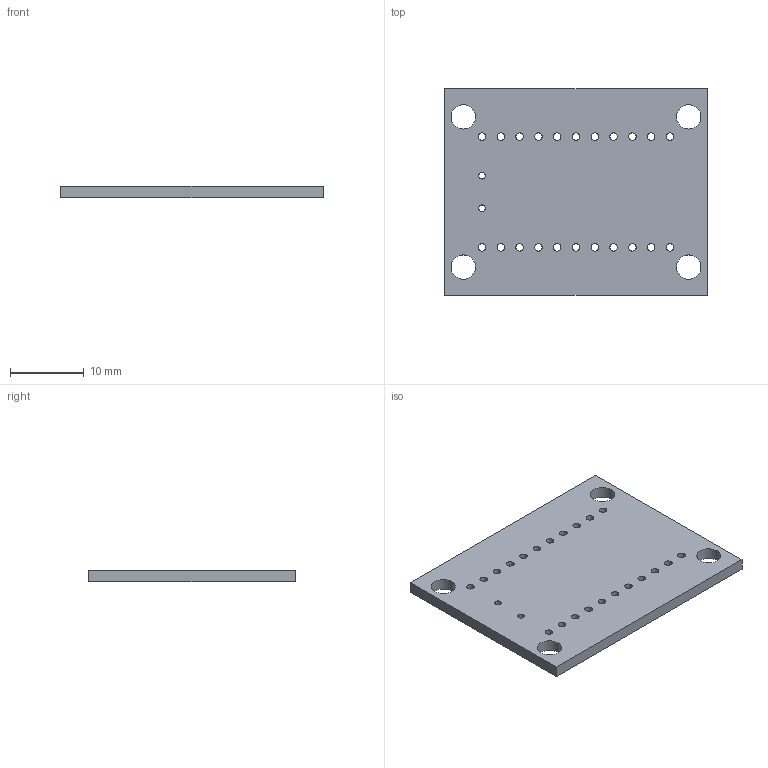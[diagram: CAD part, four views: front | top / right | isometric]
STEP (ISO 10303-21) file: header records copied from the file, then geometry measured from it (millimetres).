
FILE_DESCRIPTION(/* description */ ('KiCad electronic assembly','CAx-IF Rec.Pracs.---Representation and Presentation of Product Manufacturing Information (PMI)---4.0---2014-10-13'),/* implementation_level */ '2;1');
FILE_NAME(/* name */ 'XBee-Explorer.step',/* time_stamp */ '2025-03-05T21:58:24-05:00',/* author */ (''),/* organization */ (''),/* preprocessor_version */ 'ST-DEVELOPER v20',/* originating_system */ 'Autodesk Translation Framework v13.20.0.188',/* authorisation */ '');
FILE_SCHEMA (('AP242_MANAGED_MODEL_BASED_3D_ENGINEERING_MIM_LF { 1 0 10303 442 1 1 4 }'));
Length unit declared in the file: millimetre
Products named in the file (2): XBee-Explorer 1; _autosave-XBee-Explorer_PCB
Assembly tree (1 placements, depth 2):
  XBee-Explorer 1
    _autosave-XBee-Explorer_PCB
Bounding box: 35.56 x 27.94 x 1.6 mm (x, y, z)
Volume: 1504.3 mm3; surface area: 2271.4 mm2
Topology: 1 solids, 1 shells, 34 faces, 96 edges, 64 vertices
Faces by surface type: cylinder 28, plane 6
Full cylindrical faces by diameter (mm): 0.9 x2, 1.016 x22, 3.302 x4
Entity records: 1308 total; most frequent: DIRECTION 226, CARTESIAN_POINT 197, ORIENTED_EDGE 192, EDGE_CURVE 96, AXIS2_PLACEMENT_3D 93, EDGE_LOOP 90, VERTEX_POINT 64, FACE_BOUND 56
